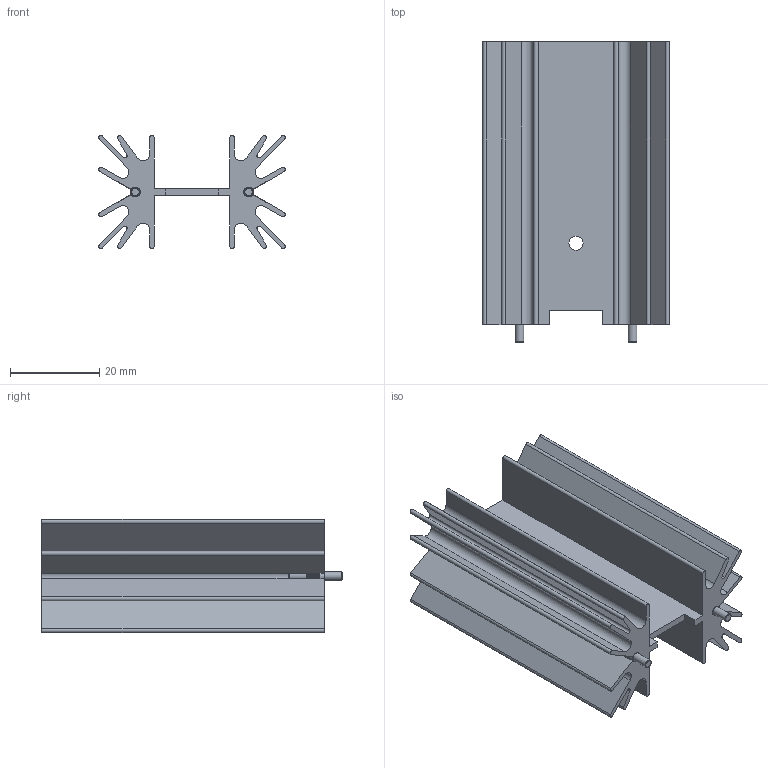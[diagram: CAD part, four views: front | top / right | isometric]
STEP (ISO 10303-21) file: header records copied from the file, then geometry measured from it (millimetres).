
FILE_DESCRIPTION(/* description */ ('Unknown'),/* implementation_level */ '2;1');
FILE_NAME(/* name */ '40904110634125',/* time_stamp */ '2025-12-09T10:28:55+01:00',/* author */ ('Unknown'),/* organization */ ('Unknown'),/* preprocessor_version */ 'ST-DEVELOPER v19.4',/* originating_system */ 'Solid Edge',/* authorisation */ 'Unknown');
FILE_SCHEMA (('AUTOMOTIVE_DESIGN {1 0 10303 214 3 1 1}'));
Products named in the file (3): 40904110634125; Pin
Assembly tree (3 placements, depth 2):
  40904110634125
    40904110634125
    Pin  x2
Bounding box: 41.91 x 67.46 x 25.4 mm (x, y, z)
Volume: 19989.6 mm3; surface area: 21179 mm2
Topology: 3 solids, 3 shells, 4034 faces, 8269 edges, 4241 vertices
Faces by surface type: bspline 3040, cylinder 860, plane 124, cone 10
Full cylindrical faces by diameter (mm): 1.9 x2, 2.3 x2
Entity records: 160894 total; most frequent: CARTESIAN_POINT 101889, ORIENTED_EDGE 12382, EDGE_CURVE 6191, VERTEX_POINT 3203, EDGE_LOOP 3004, FACE_BOUND 3004, STYLED_ITEM 2997, PRESENTATION_STYLE_ASSIGNMENT 2997
